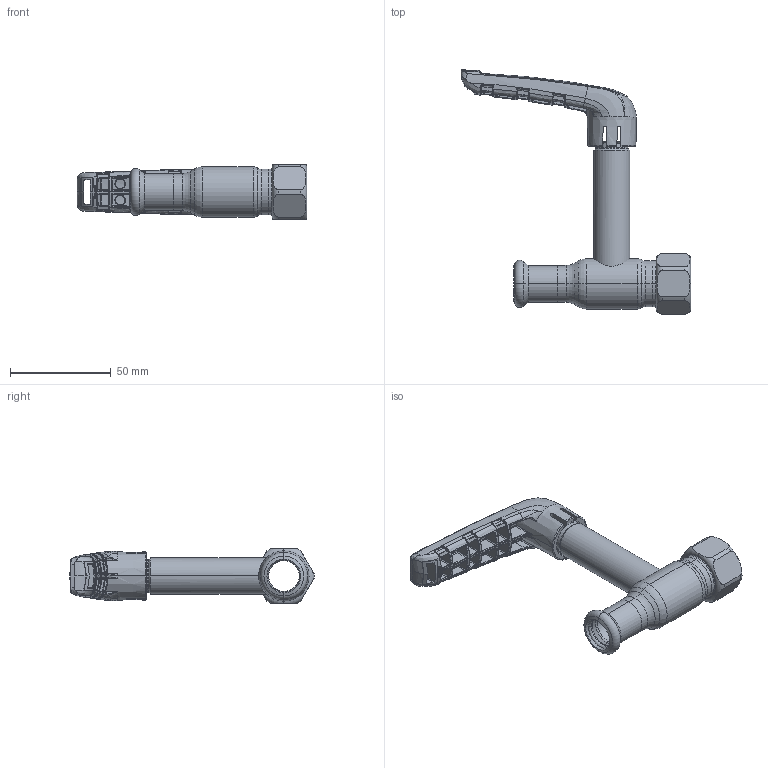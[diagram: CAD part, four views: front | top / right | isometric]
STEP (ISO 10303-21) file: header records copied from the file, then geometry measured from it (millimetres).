
FILE_DESCRIPTION (( 'STEP AP214' ), '1' );
FILE_NAME ('XPR21001 DN10 G12 x 15.step', '2018-09-25T10:37:07', ( '' ), ( '' ), 'SwSTEP 2.0', 'SolidWorks 2017', '' );
FILE_SCHEMA (( 'AUTOMOTIVE_DESIGN' ));
Length unit declared in the file: millimetre
Products named in the file (1): XPR21001 DN10 G12 x 15
Bounding box: 113.98 x 121.18 x 27 mm (x, y, z)
Surface area: 22842 mm2 (no closed solid volume)
Topology: 0 solids, 8 shells, 785 faces, 2442 edges, 1550 vertices
Faces by surface type: bspline 645, plane 51, cylinder 38, torus 27, cone 24
Entity records: 59379 total; most frequent: CARTESIAN_POINT 35140, ORIENTED_EDGE 4074, EDGE_CURVE 2418, B_SPLINE_CURVE_WITH_KNOTS 1694, VERTEX_POINT 1550, DIRECTION 1550, EDGE_LOOP 807, UNCERTAINTY_MEASURE_WITH_UNIT 787
